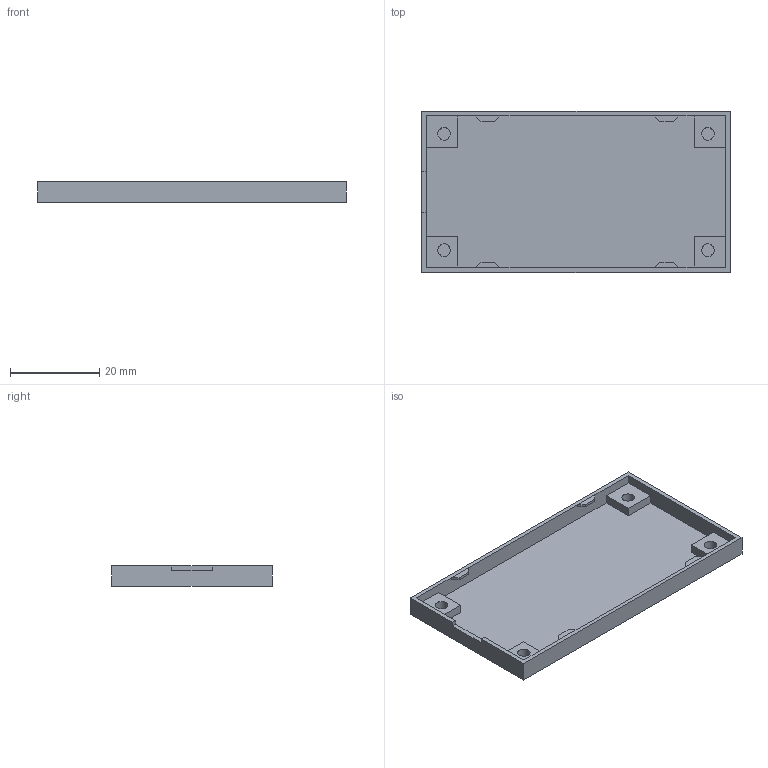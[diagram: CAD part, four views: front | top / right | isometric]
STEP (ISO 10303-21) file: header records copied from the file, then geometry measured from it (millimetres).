
FILE_DESCRIPTION(('FreeCAD Model'),'2;1');
FILE_NAME('uprog2 Housing bottom.step', '2019-04-04T12:17:25',('Author'),(''), 'Open CASCADE STEP processor 7.2','FreeCAD','Unknown');
FILE_SCHEMA(('AUTOMOTIVE_DESIGN { 1 0 10303 214 1 1 1 1 }'));
Length unit declared in the file: millimetre
Products named in the file (2): Bottom; Body
Assembly tree (1 placements, depth 2):
  Bottom
    Body
Bounding box: 69 x 36 x 4.5 mm (x, y, z)
Volume: 2411.4 mm3; surface area: 6820.1 mm2
Topology: 1 solids, 1 shells, 54 faces, 136 edges, 88 vertices
Faces by surface type: plane 50, cylinder 4
Full cylindrical faces by diameter (mm): 2.8 x4
Entity records: 3400 total; most frequent: CARTESIAN_POINT 570, DIRECTION 525, LINE 392, VECTOR 392, ORIENTED_EDGE 272, PCURVE 272, DEFINITIONAL_REPRESENTATION 272, EDGE_CURVE 136
